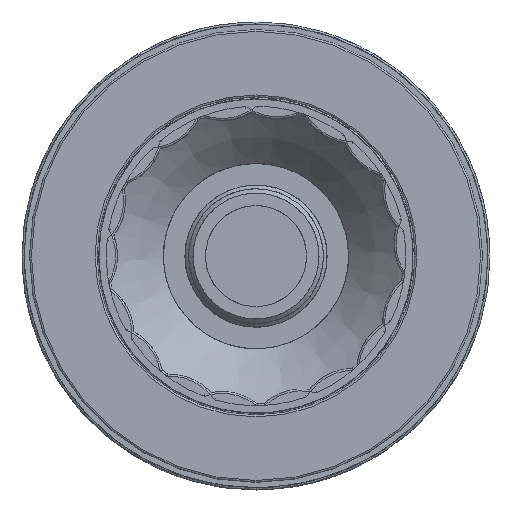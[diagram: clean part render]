
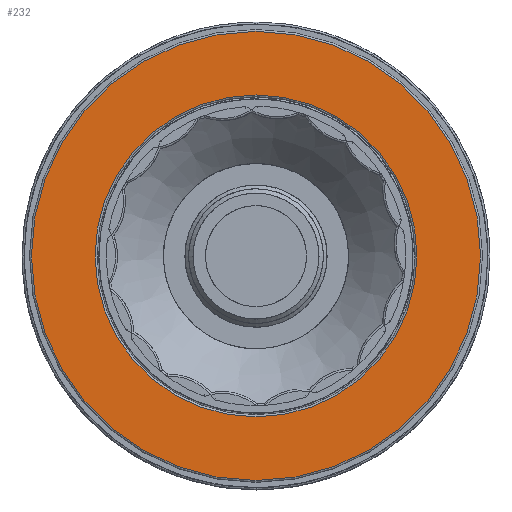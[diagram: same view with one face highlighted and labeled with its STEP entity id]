
A CAD part, top view. The second image highlights one B-rep face of the part: STEP entity #232.
In plain terms, the highlighted planar face has unit normal (0, 0, 1).
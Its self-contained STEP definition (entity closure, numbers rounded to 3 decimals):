
#232 = ADVANCED_FACE( '', ( #643, #644 ), #645, .F. );
#643 = FACE_OUTER_BOUND( '', #1495, .T. );
#644 = FACE_BOUND( '', #1496, .T. );
#645 = PLANE( '', #1497 );
#1495 = EDGE_LOOP( '', ( #2603 ) );
#1496 = EDGE_LOOP( '', ( #2604 ) );
#1497 = AXIS2_PLACEMENT_3D( '', #2605, #2606, #2607 );
#2603 = ORIENTED_EDGE( '', *, *, #5697, .T. );
#2604 = ORIENTED_EDGE( '', *, *, #5692, .T. );
#2605 = CARTESIAN_POINT( '', ( 0., 60.5, 14.5 ) );
#2606 = DIRECTION( '', ( 0., 0., -1. ) );
#2607 = DIRECTION( '', ( -1., 0., 0. ) );
#5692 = EDGE_CURVE( '', #6680, #6680, #6681, .T. );
#5697 = EDGE_CURVE( '', #6690, #6690, #6691, .F. );
#6680 = VERTEX_POINT( '', #8314 );
#6681 = CIRCLE( '', #8315, 43. );
#6690 = VERTEX_POINT( '', #8324 );
#6691 = CIRCLE( '', #8325, 60. );
#8314 = CARTESIAN_POINT( '', ( -43., 0., 14.5 ) );
#8315 = AXIS2_PLACEMENT_3D( '', #11892, #11893, #11894 );
#8324 = CARTESIAN_POINT( '', ( -60., 0., 14.5 ) );
#8325 = AXIS2_PLACEMENT_3D( '', #11907, #11908, #11909 );
#11892 = CARTESIAN_POINT( '', ( 0., 0., 14.5 ) );
#11893 = DIRECTION( '', ( 0., 0., -1. ) );
#11894 = DIRECTION( '', ( -1., 0., 0. ) );
#11907 = CARTESIAN_POINT( '', ( 0., 0., 14.5 ) );
#11908 = DIRECTION( '', ( 0., 0., -1. ) );
#11909 = DIRECTION( '', ( -1., 0., 0. ) );
